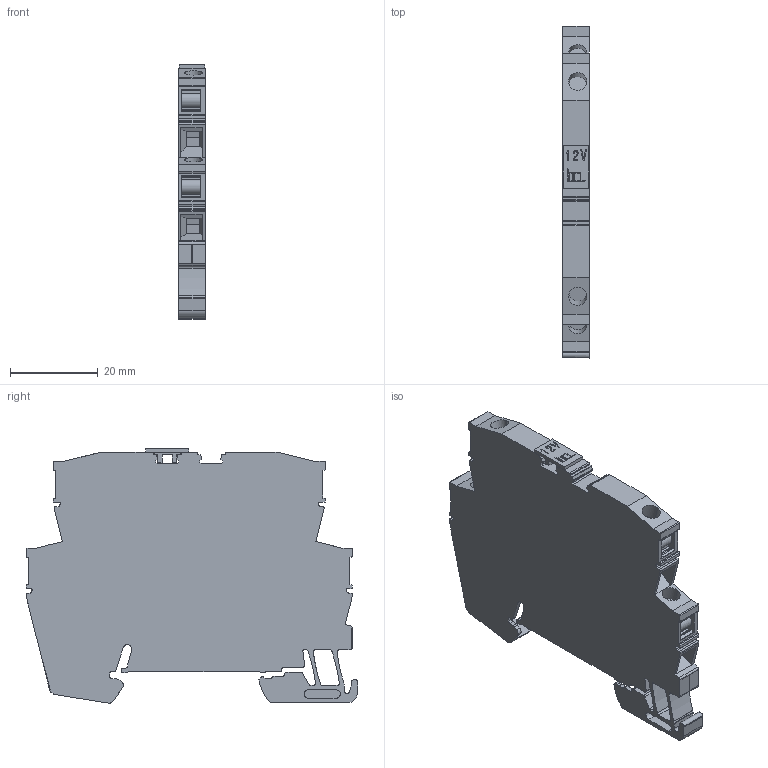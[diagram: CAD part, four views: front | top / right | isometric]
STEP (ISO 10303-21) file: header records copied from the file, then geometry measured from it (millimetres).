
FILE_DESCRIPTION(('CATIA V5 STEP Exchange','CAx-IF Rec.Pracs.--- Model Styling and Organization---1.5--- 2016-08-15','CAx-IF Rec.Pracs.---Supplemental Geometry---1.0---2011-11-01','CAx-IF Rec.Pracs.--- Composite Materials ---1.1---2010-07-15'),'2;1');
FILE_NAME ('9497865_4', '2025-09-23T06:49:52+00:00', ('none'), ('Weidmueller'), 'CATIA Version 5-6 Release 2024 SP4', 'CATIA V5 STEP AP214 v3', 'none');
FILE_SCHEMA(('AUTOMOTIVE_DESIGN { 1 0 10303 214 1 1 1 1 }'));
Length unit declared in the file: millimetre
Products named in the file (1): 1063830000
Bounding box: 6.1 x 75.7 x 58.04 mm (x, y, z)
Volume: 13783.1 mm3; surface area: 14243.6 mm2
Topology: 11 solids, 11 shells, 656 faces, 1846 edges, 1233 vertices
Faces by surface type: plane 460, cylinder 190, extrusion 6
Entity records: 20486 total; most frequent: CARTESIAN_POINT 3921, ORIENTED_EDGE 3692, DIRECTION 2910, EDGE_CURVE 1846, VECTOR 1437, LINE 1431, VERTEX_POINT 1233, AXIS2_PLACEMENT_3D 928
